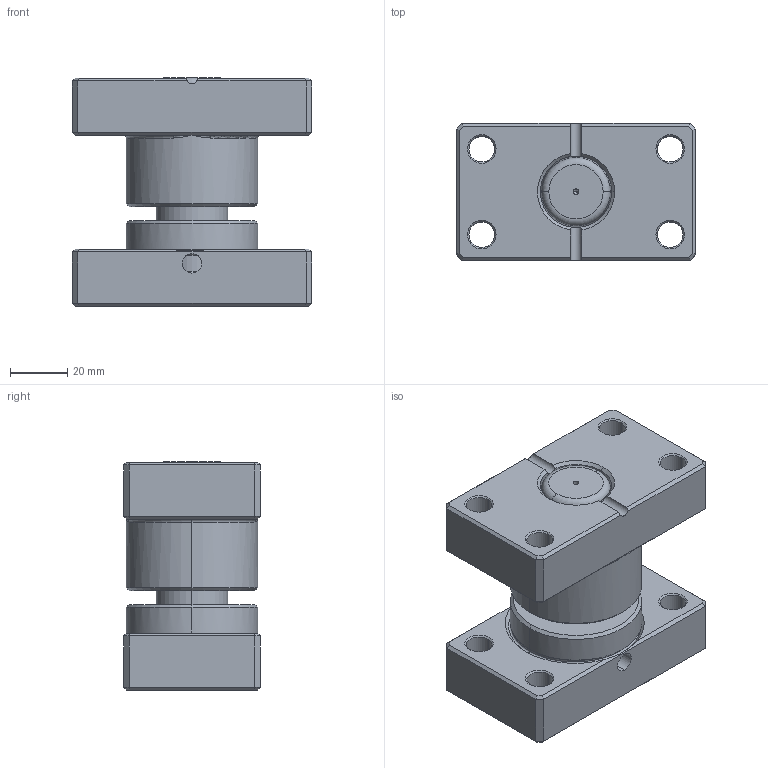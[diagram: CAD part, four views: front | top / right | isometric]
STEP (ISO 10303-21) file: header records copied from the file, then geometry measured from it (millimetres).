
FILE_DESCRIPTION (( 'STEP AP214' ), '1' );
FILE_NAME ('HYZ-D25-L80.STEP', '2021-09-18T08:00:43', ( 'User' ), ( 'china' ), 'SwSTEP 2.0', 'SolidWorks 2016', '' );
FILE_SCHEMA (( 'AUTOMOTIVE_DESIGN' ));
Length unit declared in the file: millimetre
Products named in the file (4): SBZ-D25; MGP-D25-L80; MGH-D25; HYZ-D25-L80
Assembly tree (3 placements, depth 2):
  HYZ-D25-L80
    MGH-D25
    MGP-D25-L80
    SBZ-D25
Bounding box: 84 x 48 x 80 mm (x, y, z)
Volume: 207821.7 mm3; surface area: 45757.3 mm2
Topology: 3 solids, 3 shells, 207 faces, 480 edges, 276 vertices
Faces by surface type: plane 73, cylinder 58, cone 55, torus 17, bspline 4
Entity records: 6207 total; most frequent: CARTESIAN_POINT 1263, DIRECTION 1069, ORIENTED_EDGE 948, EDGE_CURVE 474, AXIS2_PLACEMENT_3D 404, VERTEX_POINT 276, VECTOR 261, LINE 261
